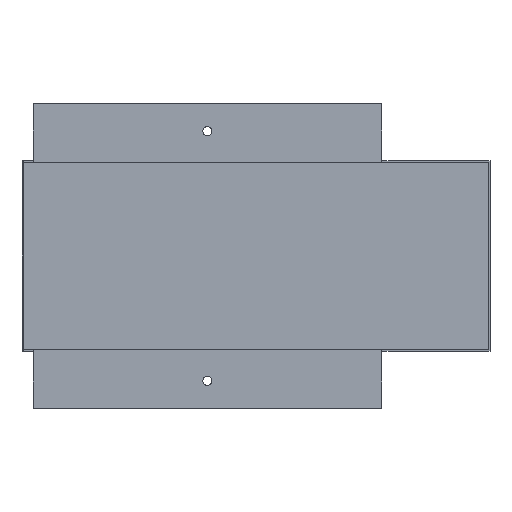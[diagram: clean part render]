
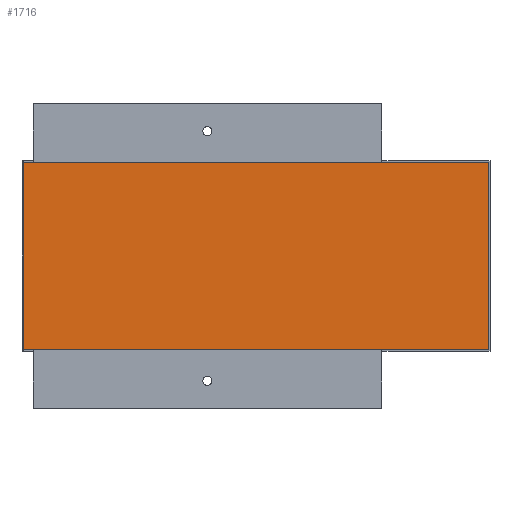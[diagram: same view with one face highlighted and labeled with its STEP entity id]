
A CAD part, front view. The second image highlights one B-rep face of the part: STEP entity #1716.
In plain terms, the highlighted planar face has unit normal (0, -1, 0).
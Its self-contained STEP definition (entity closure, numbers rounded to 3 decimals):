
#33 = DIRECTION ( 'NONE',  ( 0., 0., -1. ) ) ;
#41 = CARTESIAN_POINT ( 'NONE',  ( 254.2, 100.2, 103.6 ) ) ;
#71 = DIRECTION ( 'NONE',  ( -1., 0., 0. ) ) ;
#74 = CARTESIAN_POINT ( 'NONE',  ( 0., 100.2, 0.8 ) ) ;
#76 = CARTESIAN_POINT ( 'NONE',  ( 0.8, 100.2, 103.6 ) ) ;
#78 = DIRECTION ( 'NONE',  ( 0., 0., -1. ) ) ;
#82 = EDGE_CURVE ( 'NONE', #306, #587, #1586, .T. ) ;
#84 = EDGE_CURVE ( 'NONE', #553, #587, #1585, .T. ) ;
#102 = EDGE_CURVE ( 'NONE', #552, #553, #1166, .T. ) ;
#195 = AXIS2_PLACEMENT_3D ( 'NONE', #1652, #1628, #1625 ) ;
#306 = VERTEX_POINT ( 'NONE', #1491 ) ;
#454 = LINE ( 'NONE', #1289, #457 ) ;
#457 = VECTOR ( 'NONE', #1287, 1000. ) ;
#492 = FACE_OUTER_BOUND ( 'NONE', #1214, .T. ) ;
#552 = VERTEX_POINT ( 'NONE', #1484 ) ;
#553 = VERTEX_POINT ( 'NONE', #1483 ) ;
#587 = VERTEX_POINT ( 'NONE', #1446 ) ;
#857 = EDGE_CURVE ( 'NONE', #306, #552, #454, .T. ) ;
#1166 = LINE ( 'NONE', #41, #1168 ) ;
#1168 = VECTOR ( 'NONE', #33, 1000. ) ;
#1214 = EDGE_LOOP ( 'NONE', ( #1572, #1571, #1574, #1578 ) ) ;
#1287 = DIRECTION ( 'NONE',  ( 1., 0., 0. ) ) ;
#1289 = CARTESIAN_POINT ( 'NONE',  ( 0., 100.2, 102.8 ) ) ;
#1446 = CARTESIAN_POINT ( 'NONE',  ( 0.8, 100.2, 0.8 ) ) ;
#1483 = CARTESIAN_POINT ( 'NONE',  ( 254.2, 100.2, 0.8 ) ) ;
#1484 = CARTESIAN_POINT ( 'NONE',  ( 254.2, 100.2, 102.8 ) ) ;
#1491 = CARTESIAN_POINT ( 'NONE',  ( 0.8, 100.2, 102.8 ) ) ;
#1571 = ORIENTED_EDGE ( 'NONE', *, *, #82, .T. ) ;
#1572 = ORIENTED_EDGE ( 'NONE', *, *, #857, .F. ) ;
#1574 = ORIENTED_EDGE ( 'NONE', *, *, #84, .F. ) ;
#1578 = ORIENTED_EDGE ( 'NONE', *, *, #102, .F. ) ;
#1585 = LINE ( 'NONE', #74, #1591 ) ;
#1586 = LINE ( 'NONE', #76, #1587 ) ;
#1587 = VECTOR ( 'NONE', #78, 1000. ) ;
#1591 = VECTOR ( 'NONE', #71, 1000. ) ;
#1625 = DIRECTION ( 'NONE',  ( 0., 0., 1. ) ) ;
#1628 = DIRECTION ( 'NONE',  ( 0., 1., 0. ) ) ;
#1643 = PLANE ( 'NONE',  #195 ) ;
#1652 = CARTESIAN_POINT ( 'NONE',  ( 0., 100.2, 103.6 ) ) ;
#1716 = ADVANCED_FACE ( 'NONE', ( #492 ), #1643, .F. ) ;
